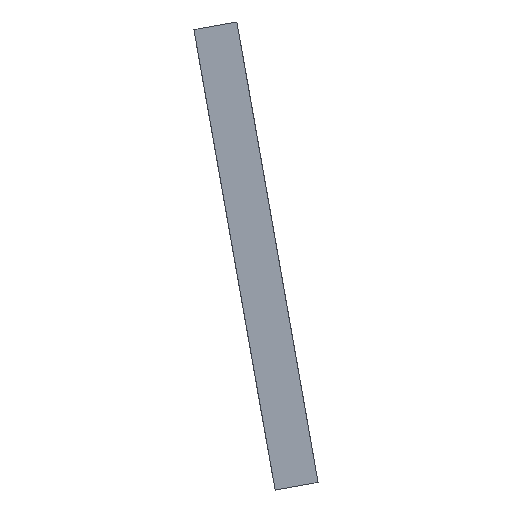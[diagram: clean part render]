
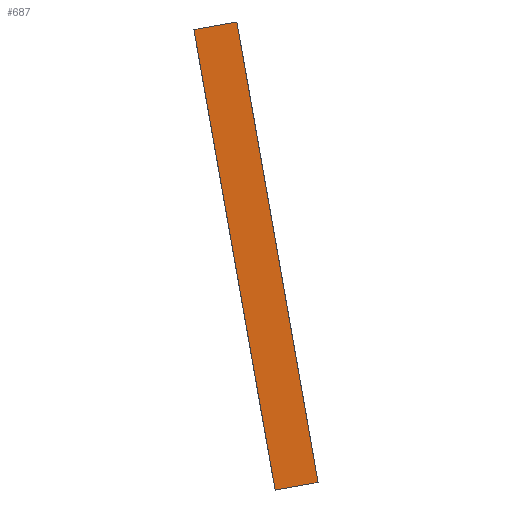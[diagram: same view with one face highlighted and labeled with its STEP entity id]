
A CAD part, left-side view. The second image highlights one B-rep face of the part: STEP entity #687.
In plain terms, the highlighted planar face has unit normal (-1, 0, 0).
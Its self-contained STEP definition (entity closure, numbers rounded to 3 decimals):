
#64=FACE_OUTER_BOUND('',#97,.T.);
#97=EDGE_LOOP('',(#555,#556,#557,#558));
#192=LINE('',#1083,#279);
#193=LINE('',#1086,#280);
#194=LINE('',#1088,#281);
#195=LINE('',#1089,#282);
#279=VECTOR('',#893,10.);
#280=VECTOR('',#896,10.);
#281=VECTOR('',#897,10.);
#282=VECTOR('',#898,10.);
#343=VERTEX_POINT('',#1077);
#345=VERTEX_POINT('',#1081);
#346=VERTEX_POINT('',#1085);
#347=VERTEX_POINT('',#1087);
#434=EDGE_CURVE('',#343,#345,#192,.T.);
#435=EDGE_CURVE('',#343,#346,#193,.T.);
#436=EDGE_CURVE('',#347,#345,#194,.T.);
#437=EDGE_CURVE('',#346,#347,#195,.T.);
#555=ORIENTED_EDGE('',*,*,#435,.F.);
#556=ORIENTED_EDGE('',*,*,#434,.T.);
#557=ORIENTED_EDGE('',*,*,#436,.F.);
#558=ORIENTED_EDGE('',*,*,#437,.F.);
#654=PLANE('',#740);
#687=ADVANCED_FACE('',(#64),#654,.T.);
#740=AXIS2_PLACEMENT_3D('',#1084,#894,#895);
#893=DIRECTION('',(0.,0.985,-0.174));
#894=DIRECTION('center_axis',(-1.,0.,0.));
#895=DIRECTION('ref_axis',(0.,0.174,0.985));
#896=DIRECTION('',(0.,-0.174,-0.985));
#897=DIRECTION('',(0.,0.174,0.985));
#898=DIRECTION('',(0.,0.985,-0.174));
#1077=CARTESIAN_POINT('',(59.172,-25.441,5.517));
#1081=CARTESIAN_POINT('',(59.172,-23.865,5.239));
#1083=CARTESIAN_POINT('',(59.172,-25.441,5.517));
#1084=CARTESIAN_POINT('Origin',(59.172,-28.416,-11.358));
#1085=CARTESIAN_POINT('',(59.172,-28.416,-11.358));
#1086=CARTESIAN_POINT('',(59.172,-27.672,-7.139));
#1087=CARTESIAN_POINT('',(59.172,-26.84,-11.636));
#1088=CARTESIAN_POINT('',(59.172,-26.096,-7.417));
#1089=CARTESIAN_POINT('',(59.172,-28.416,-11.358));
